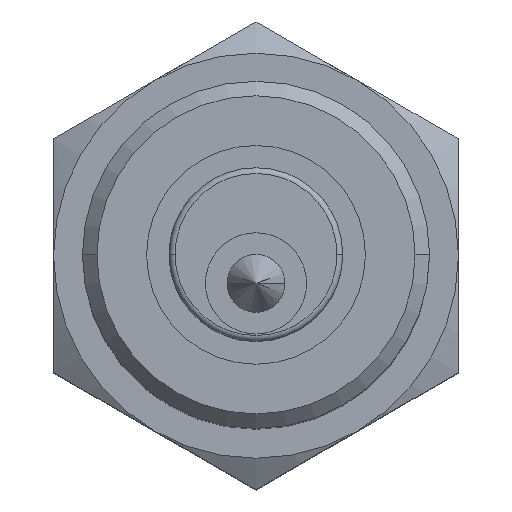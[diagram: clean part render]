
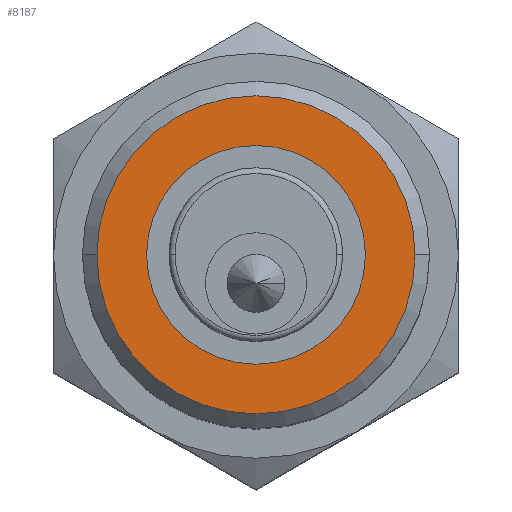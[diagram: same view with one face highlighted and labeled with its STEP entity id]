
A CAD part, top view. The second image highlights one B-rep face of the part: STEP entity #8187.
In plain terms, the highlighted planar face has unit normal (0, 0, 1).
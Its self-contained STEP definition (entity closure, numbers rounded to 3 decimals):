
#213 = AXIS2_PLACEMENT_3D ( 'NONE', #406, #9497, #2320 ) ;
#406 = CARTESIAN_POINT ( 'NONE',  ( 0., 0., 0. ) ) ;
#564 = DIRECTION ( 'NONE',  ( 0., 0., 1. ) ) ;
#565 = AXIS2_PLACEMENT_3D ( 'NONE', #6724, #2737, #591 ) ;
#591 = DIRECTION ( 'NONE',  ( -1., 0., 0. ) ) ;
#773 = VERTEX_POINT ( 'NONE', #8417 ) ;
#893 = DIRECTION ( 'NONE',  ( 0., 0., -1. ) ) ;
#1491 = EDGE_CURVE ( 'NONE', #773, #6280, #6655, .T. ) ;
#2320 = DIRECTION ( 'NONE',  ( 1., 0., 0. ) ) ;
#2482 = EDGE_CURVE ( 'NONE', #9715, #8860, #11832, .T. ) ;
#2737 = DIRECTION ( 'NONE',  ( 0., 0., -1. ) ) ;
#3624 = ORIENTED_EDGE ( 'NONE', *, *, #1491, .T. ) ;
#3655 = DIRECTION ( 'NONE',  ( -1., 0., 0. ) ) ;
#4596 = CARTESIAN_POINT ( 'NONE',  ( 0., 0., 0. ) ) ;
#4882 = ORIENTED_EDGE ( 'NONE', *, *, #11231, .T. ) ;
#5543 = CARTESIAN_POINT ( 'NONE',  ( 0., 0., 0. ) ) ;
#5619 = EDGE_LOOP ( 'NONE', ( #6161, #4882 ) ) ;
#5635 = PLANE ( 'NONE',  #8941 ) ;
#5664 = ORIENTED_EDGE ( 'NONE', *, *, #12748, .T. ) ;
#6161 = ORIENTED_EDGE ( 'NONE', *, *, #2482, .T. ) ;
#6280 = VERTEX_POINT ( 'NONE', #9940 ) ;
#6655 = CIRCLE ( 'NONE', #8742, 3.782 ) ;
#6665 = CARTESIAN_POINT ( 'NONE',  ( 5.5, 0., 0. ) ) ;
#6724 = CARTESIAN_POINT ( 'NONE',  ( 0., 0., 0. ) ) ;
#7280 = CIRCLE ( 'NONE', #565, 3.782 ) ;
#7950 = CIRCLE ( 'NONE', #12462, 5.5 ) ;
#8187 = ADVANCED_FACE ( 'NONE', ( #11829, #9633 ), #5635, .F. ) ;
#8417 = CARTESIAN_POINT ( 'NONE',  ( 3.782, 0., 0. ) ) ;
#8742 = AXIS2_PLACEMENT_3D ( 'NONE', #4596, #9702, #3655 ) ;
#8860 = VERTEX_POINT ( 'NONE', #9322 ) ;
#8941 = AXIS2_PLACEMENT_3D ( 'NONE', #10882, #893, #9862 ) ;
#9322 = CARTESIAN_POINT ( 'NONE',  ( -5.5, 0., 0. ) ) ;
#9497 = DIRECTION ( 'NONE',  ( 0., 0., 1. ) ) ;
#9633 = FACE_OUTER_BOUND ( 'NONE', #5619, .T. ) ;
#9702 = DIRECTION ( 'NONE',  ( 0., 0., -1. ) ) ;
#9715 = VERTEX_POINT ( 'NONE', #6665 ) ;
#9862 = DIRECTION ( 'NONE',  ( 1., 0., 0. ) ) ;
#9940 = CARTESIAN_POINT ( 'NONE',  ( -3.782, 0., 0. ) ) ;
#10309 = EDGE_LOOP ( 'NONE', ( #5664, #3624 ) ) ;
#10548 = DIRECTION ( 'NONE',  ( 1., 0., 0. ) ) ;
#10882 = CARTESIAN_POINT ( 'NONE',  ( 0., 0., 0. ) ) ;
#11231 = EDGE_CURVE ( 'NONE', #8860, #9715, #7950, .T. ) ;
#11829 = FACE_BOUND ( 'NONE', #10309, .T. ) ;
#11832 = CIRCLE ( 'NONE', #213, 5.5 ) ;
#12462 = AXIS2_PLACEMENT_3D ( 'NONE', #5543, #564, #10548 ) ;
#12748 = EDGE_CURVE ( 'NONE', #6280, #773, #7280, .T. ) ;
